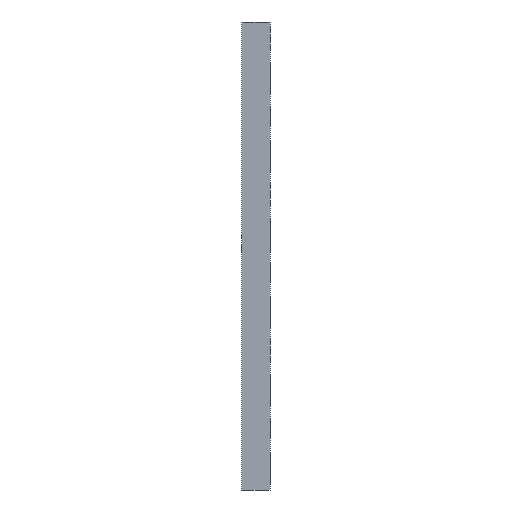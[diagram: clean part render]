
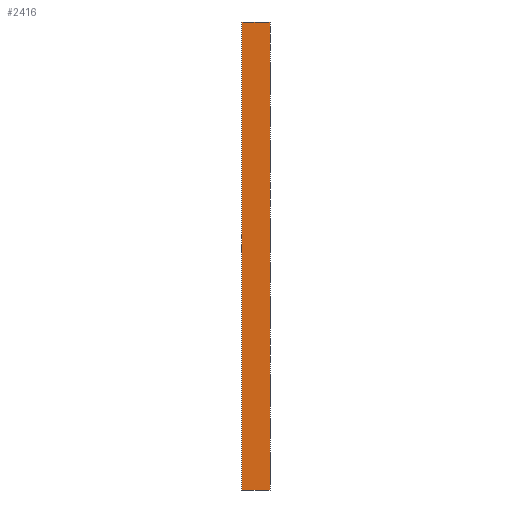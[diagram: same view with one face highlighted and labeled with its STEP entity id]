
A CAD part, left-side view. The second image highlights one B-rep face of the part: STEP entity #2416.
In plain terms, the highlighted planar face has unit normal (-1, 0, 0).
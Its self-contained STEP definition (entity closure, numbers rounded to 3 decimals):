
#7 = PLANE ( 'NONE',  #1186 ) ;
#40 = ORIENTED_EDGE ( 'NONE', *, *, #65, .F. ) ;
#65 = EDGE_CURVE ( 'NONE', #2415, #1390, #672, .T. ) ;
#137 = CARTESIAN_POINT ( 'NONE',  ( -17.5, 18., 0. ) ) ;
#140 = CARTESIAN_POINT ( 'NONE',  ( -17.5, 3.5, 0. ) ) ;
#265 = VECTOR ( 'NONE', #1491, 1000. ) ;
#332 = LINE ( 'NONE', #1657, #3384 ) ;
#403 = CARTESIAN_POINT ( 'NONE',  ( -17.5, 18., 0. ) ) ;
#409 = EDGE_CURVE ( 'NONE', #2968, #1362, #3333, .T. ) ;
#494 = VECTOR ( 'NONE', #1417, 1000. ) ;
#551 = LINE ( 'NONE', #1629, #1519 ) ;
#629 = DIRECTION ( 'NONE',  ( 0., 1., 0. ) ) ;
#631 = ORIENTED_EDGE ( 'NONE', *, *, #641, .F. ) ;
#641 = EDGE_CURVE ( 'NONE', #2270, #2062, #2811, .T. ) ;
#671 = LINE ( 'NONE', #137, #1405 ) ;
#672 = LINE ( 'NONE', #403, #494 ) ;
#734 = VECTOR ( 'NONE', #629, 1000. ) ;
#927 = CARTESIAN_POINT ( 'NONE',  ( -17.5, 3.5, 300. ) ) ;
#960 = CARTESIAN_POINT ( 'NONE',  ( -17.5, 0., 300. ) ) ;
#1082 = DIRECTION ( 'NONE',  ( -1., 0., 0. ) ) ;
#1159 = VERTEX_POINT ( 'NONE', #1638 ) ;
#1186 = AXIS2_PLACEMENT_3D ( 'NONE', #3444, #1082, #2666 ) ;
#1276 = ORIENTED_EDGE ( 'NONE', *, *, #409, .T. ) ;
#1310 = ORIENTED_EDGE ( 'NONE', *, *, #1681, .T. ) ;
#1328 = ORIENTED_EDGE ( 'NONE', *, *, #2509, .F. ) ;
#1362 = VERTEX_POINT ( 'NONE', #2819 ) ;
#1390 = VERTEX_POINT ( 'NONE', #3385 ) ;
#1405 = VECTOR ( 'NONE', #3390, 1000. ) ;
#1417 = DIRECTION ( 'NONE',  ( 0., 1., 0. ) ) ;
#1423 = EDGE_CURVE ( 'NONE', #1159, #1390, #2585, .T. ) ;
#1424 = CARTESIAN_POINT ( 'NONE',  ( -17.5, 17.874, 300. ) ) ;
#1432 = DIRECTION ( 'NONE',  ( 0., -1., 0. ) ) ;
#1491 = DIRECTION ( 'NONE',  ( 0., 0., -1. ) ) ;
#1519 = VECTOR ( 'NONE', #1828, 1000. ) ;
#1592 = CARTESIAN_POINT ( 'NONE',  ( -17.5, 14.376, 0. ) ) ;
#1629 = CARTESIAN_POINT ( 'NONE',  ( -17.5, 0., 0. ) ) ;
#1638 = CARTESIAN_POINT ( 'NONE',  ( -17.5, 18., 300. ) ) ;
#1657 = CARTESIAN_POINT ( 'NONE',  ( -17.5, 18., 300. ) ) ;
#1681 = EDGE_CURVE ( 'NONE', #1362, #1159, #1929, .T. ) ;
#1685 = VECTOR ( 'NONE', #2836, 1000. ) ;
#1779 = ORIENTED_EDGE ( 'NONE', *, *, #1423, .T. ) ;
#1828 = DIRECTION ( 'NONE',  ( 0., -1., 0. ) ) ;
#1929 = LINE ( 'NONE', #1424, #734 ) ;
#1957 = EDGE_CURVE ( 'NONE', #2263, #2062, #551, .T. ) ;
#1981 = CARTESIAN_POINT ( 'NONE',  ( -17.5, 0., 0. ) ) ;
#2062 = VERTEX_POINT ( 'NONE', #1981 ) ;
#2090 = ORIENTED_EDGE ( 'NONE', *, *, #1957, .T. ) ;
#2263 = VERTEX_POINT ( 'NONE', #140 ) ;
#2270 = VERTEX_POINT ( 'NONE', #960 ) ;
#2353 = CARTESIAN_POINT ( 'NONE',  ( -17.5, 18., 300. ) ) ;
#2415 = VERTEX_POINT ( 'NONE', #1592 ) ;
#2416 = ADVANCED_FACE ( 'NONE', ( #2884 ), #7, .T. ) ;
#2509 = EDGE_CURVE ( 'NONE', #2968, #2270, #332, .T. ) ;
#2576 = CARTESIAN_POINT ( 'NONE',  ( -17.5, 0., 300. ) ) ;
#2585 = LINE ( 'NONE', #2353, #1685 ) ;
#2666 = DIRECTION ( 'NONE',  ( 0., -1., 0. ) ) ;
#2691 = VECTOR ( 'NONE', #3055, 1000. ) ;
#2692 = EDGE_CURVE ( 'NONE', #2263, #2415, #671, .T. ) ;
#2742 = ORIENTED_EDGE ( 'NONE', *, *, #2692, .F. ) ;
#2811 = LINE ( 'NONE', #2576, #265 ) ;
#2819 = CARTESIAN_POINT ( 'NONE',  ( -17.5, 14.376, 300. ) ) ;
#2836 = DIRECTION ( 'NONE',  ( 0., 0., -1. ) ) ;
#2884 = FACE_OUTER_BOUND ( 'NONE', #3005, .T. ) ;
#2968 = VERTEX_POINT ( 'NONE', #927 ) ;
#3005 = EDGE_LOOP ( 'NONE', ( #2742, #2090, #631, #1328, #1276, #1310, #1779, #40 ) ) ;
#3055 = DIRECTION ( 'NONE',  ( 0., 1., 0. ) ) ;
#3083 = CARTESIAN_POINT ( 'NONE',  ( -17.5, 18., 300. ) ) ;
#3333 = LINE ( 'NONE', #3083, #2691 ) ;
#3384 = VECTOR ( 'NONE', #1432, 1000. ) ;
#3385 = CARTESIAN_POINT ( 'NONE',  ( -17.5, 18., 0. ) ) ;
#3390 = DIRECTION ( 'NONE',  ( 0., 1., 0. ) ) ;
#3444 = CARTESIAN_POINT ( 'NONE',  ( -17.5, 18., 300. ) ) ;
